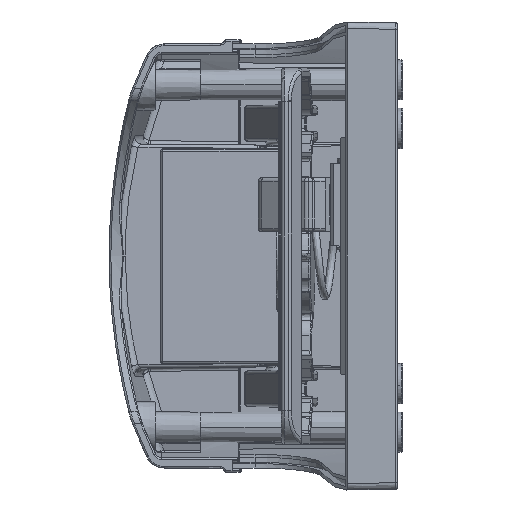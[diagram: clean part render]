
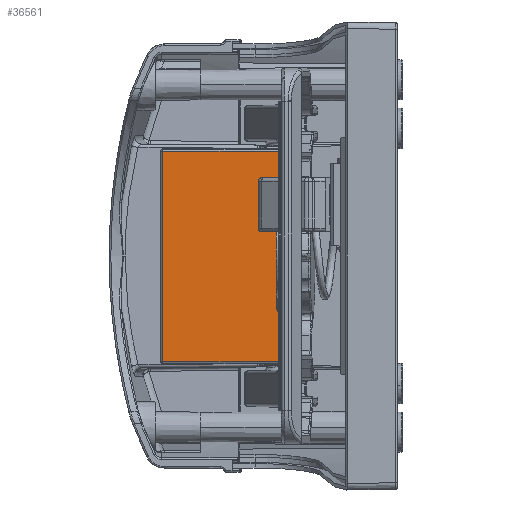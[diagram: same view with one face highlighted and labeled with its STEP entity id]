
A CAD part, left-side view. The second image highlights one B-rep face of the part: STEP entity #36561.
In plain terms, the highlighted planar face has unit normal (-1, -0.009, 0).
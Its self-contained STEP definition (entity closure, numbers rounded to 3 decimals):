
#2110 = FACE_OUTER_BOUND ( 'NONE', #189498, .T. ) ;
#4983 = CARTESIAN_POINT ( 'NONE',  ( 125.312, 179.534, 169.395 ) ) ;
#5041 = DIRECTION ( 'NONE',  ( -1., -0.009, 0. ) ) ;
#6209 = EDGE_CURVE ( 'NONE', #94304, #169116, #47509, .T. ) ;
#10824 = VERTEX_POINT ( 'NONE', #260595 ) ;
#14185 = CARTESIAN_POINT ( 'NONE',  ( 125.654, 140.377, 169.395 ) ) ;
#14278 = ORIENTED_EDGE ( 'NONE', *, *, #6209, .T. ) ;
#14578 = CARTESIAN_POINT ( 'NONE',  ( 125.654, 140.377, 169.975 ) ) ;
#31819 = AXIS2_PLACEMENT_3D ( 'NONE', #228496, #5041, #145392 ) ;
#36561 = ADVANCED_FACE ( 'NONE', ( #2110 ), #88278, .T. ) ;
#39855 = VECTOR ( 'NONE', #127589, 1000. ) ;
#47509 = LINE ( 'NONE', #118872, #63410 ) ;
#59127 = LINE ( 'NONE', #207122, #39855 ) ;
#63410 = VECTOR ( 'NONE', #97505, 1000. ) ;
#75208 = VECTOR ( 'NONE', #217636, 1000. ) ;
#79969 = LINE ( 'NONE', #220270, #75208 ) ;
#81754 = DIRECTION ( 'NONE',  ( 0., 0., 1. ) ) ;
#88278 = PLANE ( 'NONE',  #31819 ) ;
#94304 = VERTEX_POINT ( 'NONE', #4983 ) ;
#97505 = DIRECTION ( 'NONE',  ( 0., 0., -1. ) ) ;
#118872 = CARTESIAN_POINT ( 'NONE',  ( 125.312, 179.534, 106.149 ) ) ;
#122494 = EDGE_CURVE ( 'NONE', #241604, #94304, #79969, .T. ) ;
#125381 = ORIENTED_EDGE ( 'NONE', *, *, #236285, .T. ) ;
#127589 = DIRECTION ( 'NONE',  ( 0.009, -1., 0. ) ) ;
#145392 = DIRECTION ( 'NONE',  ( -0.009, 1., 0. ) ) ;
#169116 = VERTEX_POINT ( 'NONE', #204761 ) ;
#189498 = EDGE_LOOP ( 'NONE', ( #243311, #14278, #247845, #125381 ) ) ;
#204761 = CARTESIAN_POINT ( 'NONE',  ( 125.312, 179.534, 106.729 ) ) ;
#207122 = CARTESIAN_POINT ( 'NONE',  ( 125.659, 139.798, 106.729 ) ) ;
#217636 = DIRECTION ( 'NONE',  ( -0.009, 1., 0. ) ) ;
#220270 = CARTESIAN_POINT ( 'NONE',  ( 125.307, 180.113, 169.395 ) ) ;
#220894 = VECTOR ( 'NONE', #81754, 1000. ) ;
#228496 = CARTESIAN_POINT ( 'NONE',  ( 125.04, 210.708, 163.053 ) ) ;
#236285 = EDGE_CURVE ( 'NONE', #10824, #241604, #259347, .T. ) ;
#241604 = VERTEX_POINT ( 'NONE', #14185 ) ;
#243311 = ORIENTED_EDGE ( 'NONE', *, *, #122494, .T. ) ;
#247845 = ORIENTED_EDGE ( 'NONE', *, *, #258731, .T. ) ;
#258731 = EDGE_CURVE ( 'NONE', #169116, #10824, #59127, .T. ) ;
#259347 = LINE ( 'NONE', #14578, #220894 ) ;
#260595 = CARTESIAN_POINT ( 'NONE',  ( 125.654, 140.377, 106.729 ) ) ;
